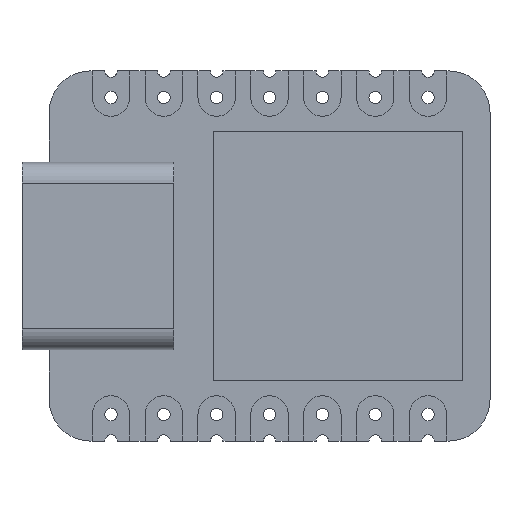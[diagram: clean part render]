
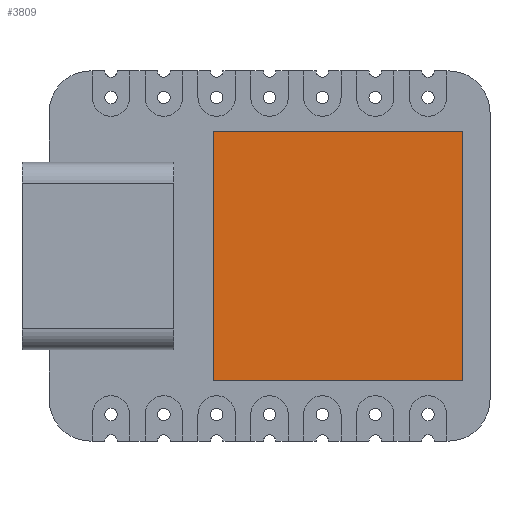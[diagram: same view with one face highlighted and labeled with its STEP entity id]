
A CAD part, front view. The second image highlights one B-rep face of the part: STEP entity #3809.
In plain terms, the highlighted planar face has unit normal (0, -1, 0).
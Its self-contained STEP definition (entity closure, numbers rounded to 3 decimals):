
#343=FACE_OUTER_BOUND('',#538,.T.);
#538=EDGE_LOOP('',(#2666,#2667,#2668,#2669));
#783=LINE('',#5546,#1211);
#786=LINE('',#5552,#1214);
#789=LINE('',#5558,#1217);
#792=LINE('',#5562,#1220);
#1211=VECTOR('',#4452,10.);
#1214=VECTOR('',#4457,10.);
#1217=VECTOR('',#4462,10.);
#1220=VECTOR('',#4467,10.);
#1634=VERTEX_POINT('',#5543);
#1635=VERTEX_POINT('',#5545);
#1637=VERTEX_POINT('',#5551);
#1639=VERTEX_POINT('',#5557);
#2031=EDGE_CURVE('',#1635,#1634,#783,.T.);
#2034=EDGE_CURVE('',#1637,#1635,#786,.T.);
#2037=EDGE_CURVE('',#1639,#1637,#789,.T.);
#2040=EDGE_CURVE('',#1634,#1639,#792,.T.);
#2666=ORIENTED_EDGE('',*,*,#2040,.T.);
#2667=ORIENTED_EDGE('',*,*,#2037,.T.);
#2668=ORIENTED_EDGE('',*,*,#2034,.T.);
#2669=ORIENTED_EDGE('',*,*,#2031,.T.);
#3676=PLANE('',#4032);
#3809=ADVANCED_FACE('',(#343),#3676,.T.);
#4032=AXIS2_PLACEMENT_3D('',#5563,#4468,#4469);
#4452=DIRECTION('',(0.,0.,-1.));
#4457=DIRECTION('',(-1.,0.,0.));
#4462=DIRECTION('',(0.,0.,1.));
#4467=DIRECTION('',(1.,0.,0.));
#4468=DIRECTION('center_axis',(0.,-1.,0.));
#4469=DIRECTION('ref_axis',(0.,0.,-1.));
#5543=CARTESIAN_POINT('',(-2.7,-2.3,-6.));
#5545=CARTESIAN_POINT('',(-2.7,-2.3,6.));
#5546=CARTESIAN_POINT('',(-2.7,-2.3,-6.));
#5551=CARTESIAN_POINT('',(9.3,-2.3,6.));
#5552=CARTESIAN_POINT('',(-2.7,-2.3,6.));
#5557=CARTESIAN_POINT('',(9.3,-2.3,-6.));
#5558=CARTESIAN_POINT('',(9.3,-2.3,6.));
#5562=CARTESIAN_POINT('',(9.3,-2.3,-6.));
#5563=CARTESIAN_POINT('Origin',(3.3,-2.3,0.));
